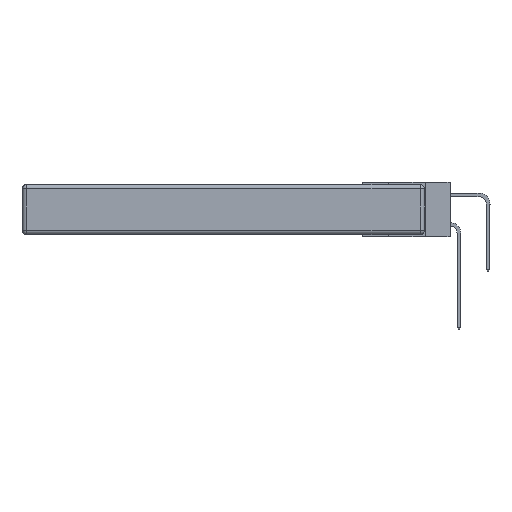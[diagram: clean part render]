
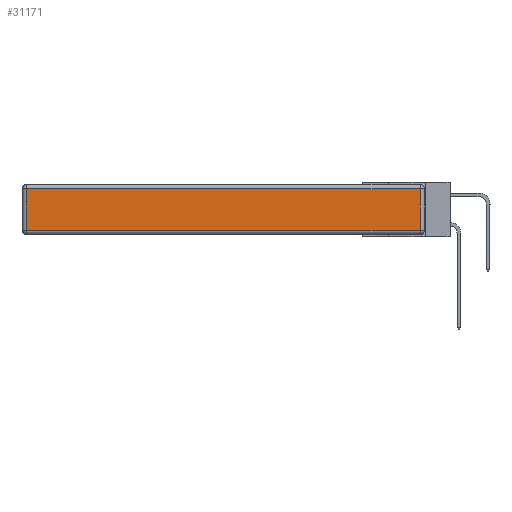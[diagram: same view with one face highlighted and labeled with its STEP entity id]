
A CAD part, left-side view. The second image highlights one B-rep face of the part: STEP entity #31171.
In plain terms, the highlighted planar face has unit normal (-1, 0, 0).
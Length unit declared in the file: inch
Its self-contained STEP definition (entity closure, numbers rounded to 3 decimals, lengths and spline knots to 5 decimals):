
#178 = LINE ( 'NONE', #13832, #24464 ) ;
#1443 = ORIENTED_EDGE ( 'NONE', *, *, #2178, .T. ) ;
#1911 = CARTESIAN_POINT ( 'NONE',  ( 0., 2.72, -0.313 ) ) ;
#2178 = EDGE_CURVE ( 'NONE', #19686, #28709, #27841, .T. ) ;
#2586 = VERTEX_POINT ( 'NONE', #19645 ) ;
#3937 = VECTOR ( 'NONE', #16777, 39.37008 ) ;
#6444 = CARTESIAN_POINT ( 'NONE',  ( 0., 0., -0.343 ) ) ;
#8607 = CARTESIAN_POINT ( 'NONE',  ( 0., 0.03, -0.313 ) ) ;
#9094 = DIRECTION ( 'NONE',  ( -1., 0., 0. ) ) ;
#10303 = EDGE_LOOP ( 'NONE', ( #1443, #19769, #28307, #17451 ) ) ;
#13832 = CARTESIAN_POINT ( 'NONE',  ( 0., 2.72, -0.343 ) ) ;
#14435 = PLANE ( 'NONE',  #29460 ) ;
#15355 = LINE ( 'NONE', #29886, #3937 ) ;
#16528 = EDGE_CURVE ( 'NONE', #2586, #20295, #30364, .T. ) ;
#16777 = DIRECTION ( 'NONE',  ( 0., 0., 1. ) ) ;
#16801 = CARTESIAN_POINT ( 'NONE',  ( 0., 2.75, -0.03 ) ) ;
#17451 = ORIENTED_EDGE ( 'NONE', *, *, #18192, .T. ) ;
#17530 = FACE_OUTER_BOUND ( 'NONE', #10303, .T. ) ;
#18192 = EDGE_CURVE ( 'NONE', #20295, #19686, #178, .T. ) ;
#18812 = DIRECTION ( 'NONE',  ( 0., -1., 0. ) ) ;
#19645 = CARTESIAN_POINT ( 'NONE',  ( 0., 0.03, -0.03 ) ) ;
#19686 = VERTEX_POINT ( 'NONE', #1911 ) ;
#19769 = ORIENTED_EDGE ( 'NONE', *, *, #25281, .T. ) ;
#20295 = VERTEX_POINT ( 'NONE', #25191 ) ;
#22146 = DIRECTION ( 'NONE',  ( 0., 0., -1. ) ) ;
#24464 = VECTOR ( 'NONE', #22146, 39.37008 ) ;
#25191 = CARTESIAN_POINT ( 'NONE',  ( 0., 2.72, -0.03 ) ) ;
#25281 = EDGE_CURVE ( 'NONE', #28709, #2586, #15355, .T. ) ;
#26873 = CARTESIAN_POINT ( 'NONE',  ( 0., 0., -0.313 ) ) ;
#27841 = LINE ( 'NONE', #26873, #33199 ) ;
#28307 = ORIENTED_EDGE ( 'NONE', *, *, #16528, .T. ) ;
#28709 = VERTEX_POINT ( 'NONE', #8607 ) ;
#29088 = VECTOR ( 'NONE', #30146, 39.37008 ) ;
#29460 = AXIS2_PLACEMENT_3D ( 'NONE', #6444, #9094, #30456 ) ;
#29886 = CARTESIAN_POINT ( 'NONE',  ( 0., 0.03, -0.343 ) ) ;
#30146 = DIRECTION ( 'NONE',  ( 0., 1., 0. ) ) ;
#30364 = LINE ( 'NONE', #16801, #29088 ) ;
#30456 = DIRECTION ( 'NONE',  ( 0., 0., 1. ) ) ;
#31171 = ADVANCED_FACE ( 'NONE', ( #17530 ), #14435, .T. ) ;
#33199 = VECTOR ( 'NONE', #18812, 39.37008 ) ;
